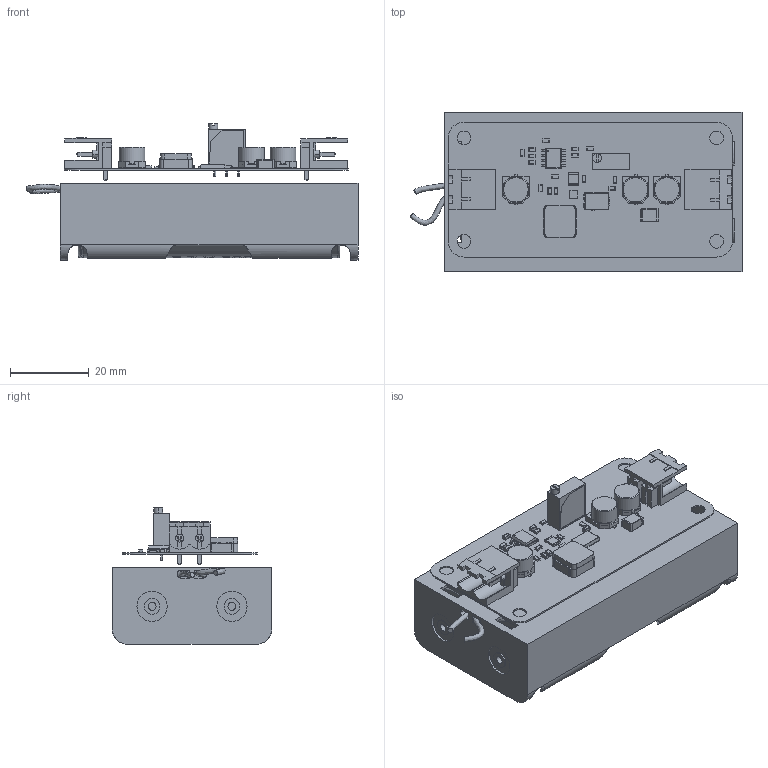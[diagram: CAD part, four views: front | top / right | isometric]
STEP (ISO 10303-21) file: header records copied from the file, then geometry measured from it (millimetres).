
FILE_DESCRIPTION(('Open CASCADE Model'),'2;1');
FILE_NAME('Open CASCADE Shape Model','2025-10-04T18:02:04',('Author'),( 'Open CASCADE'),'Open CASCADE STEP processor 6.8','Open CASCADE 6.8' ,'Unknown');
FILE_SCHEMA(('AUTOMOTIVE_DESIGN { 1 0 10303 214 1 1 1 1 }'));
Length unit declared in the file: millimetre
Products named in the file (87): PCB; Board; Open CASCADE STEP translator 6.8 2.1.1; R7; multiturn; C11; 5999762064; Terminal; Open_CASCADE_STEP_translator_6.8_58.1.1; Open_CASCADE_STEP_translator_6.8_58.1.2; Mid_Body; Open_CASCADE_STEP_translator_6.8_58.2.1; FB3; 5999764144; Open_CASCADE_STEP_translator_6.8_157.2.1; Mark; C10; U1; 5999764464; R6; 5999764064; Open_CASCADE_STEP_translator_6.8_55.2.1; R5; 5999766224; R4; R3; R2; R1; 5999766944; Q1; DQK0006A; FRAME; MOLD; P2; Socket_Green_V2009; P1; L1; IHLP3232DZER5R6M11; FB2; FB1 ...
Assembly tree (104 placements, depth 5):
  PCB
    Board
      Open CASCADE STEP translator 6.8 2.1.1
    R7
      multiturn
    C11
      5999762064
        Terminal
          Open_CASCADE_STEP_translator_6.8_58.1.1
          Open_CASCADE_STEP_translator_6.8_58.1.2
        Mid_Body
          Open_CASCADE_STEP_translator_6.8_58.2.1
    FB3
      5999764144
        Mid_Body
        Terminal  x2
          Open_CASCADE_STEP_translator_6.8_157.2.1
        Mark
    C10
      5999762064
        Terminal
          Open_CASCADE_STEP_translator_6.8_58.1.1
          Open_CASCADE_STEP_translator_6.8_58.1.2
        Mid_Body
          Open_CASCADE_STEP_translator_6.8_58.2.1
    U1
      5999764464
    R6
      5999764064
        Mid_Body
        Terminal  x2
          Open_CASCADE_STEP_translator_6.8_55.2.1
        Mark
    R5
      5999766224
        Mid_Body
        Terminal  x2
          Open_CASCADE_STEP_translator_6.8_157.2.1
        Mark
    R4
      5999764144
        Mid_Body
        Terminal  x2
          Open_CASCADE_STEP_translator_6.8_157.2.1
        Mark
    R3
      5999766224
        Mid_Body
        Terminal  x2
          Open_CASCADE_STEP_translator_6.8_157.2.1
        Mark
    R2
      5999766224
        Mid_Body
        Terminal  x2
          Open_CASCADE_STEP_translator_6.8_157.2.1
        Mark
    R1
      5999766944
        Mid_Body
Bounding box: 84.4 x 40.6 x 34.74 mm (x, y, z)
Volume: 46718.4 mm3; surface area: 34265.7 mm2
Topology: 110 solids, 110 shells, 1756 faces, 4583 edges, 3029 vertices
Faces by surface type: plane 1215, cylinder 425, sphere 75, bspline 22, torus 19
Full cylindrical faces by diameter (mm): 0.199 x1, 0.5 x1, 0.8 x3, 1.6 x4, 2 x3, 2.5 x2, 2.8 x7, 3.5 x4, 4 x3, 5.9 x2, 6.5 x3, 7.7 x4, 14 x2, 14.5 x2, 18 x2
Entity records: 42401 total; most frequent: CARTESIAN_POINT 10479, ORIENTED_EDGE 5526, DIRECTION 5381, EDGE_CURVE 2763, LINE 1985, VECTOR 1985, VERTEX_POINT 1854, AXIS2_PLACEMENT_3D 1698
